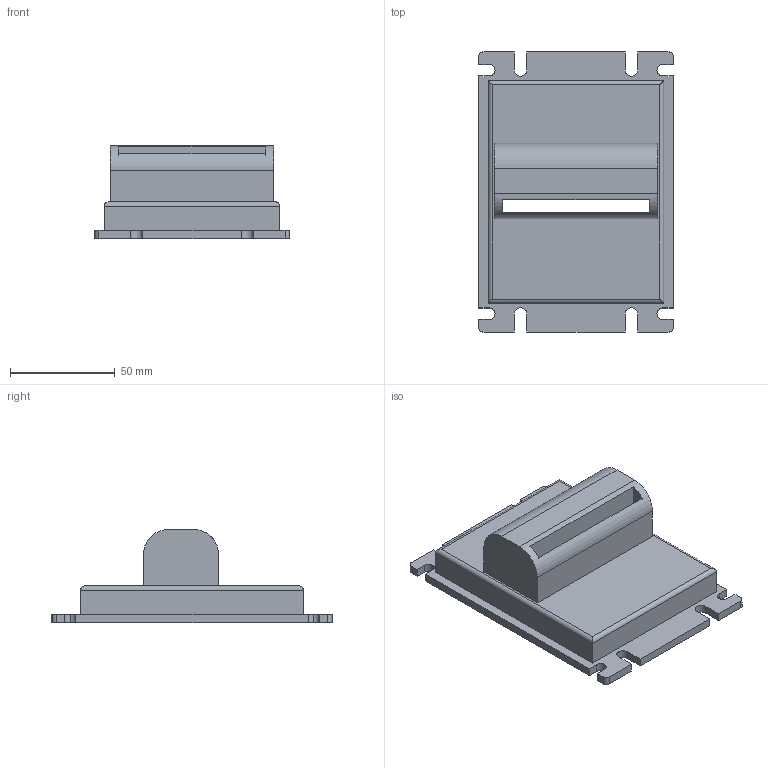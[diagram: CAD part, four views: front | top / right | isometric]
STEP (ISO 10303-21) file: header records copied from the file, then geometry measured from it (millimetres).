
FILE_DESCRIPTION (( 'STEP AP214' ), '1' );
FILE_NAME ('Cash Acceptor.STEP', '2024-08-01T01:50:56', ( '' ), ( '' ), 'SwSTEP 2.0', 'SolidWorks 2022', '' );
FILE_SCHEMA (( 'AUTOMOTIVE_DESIGN' ));
Length unit declared in the file: millimetre
Products named in the file (1): Cash Acceptor
Bounding box: 93 x 134 x 44.5 mm (x, y, z)
Volume: 221663.6 mm3; surface area: 41972.9 mm2
Topology: 1 solids, 1 shells, 64 faces, 176 edges, 116 vertices
Faces by surface type: plane 44, cylinder 20
Entity records: 2060 total; most frequent: CARTESIAN_POINT 369, ORIENTED_EDGE 352, DIRECTION 336, EDGE_CURVE 176, VECTOR 138, LINE 138, VERTEX_POINT 116, AXIS2_PLACEMENT_3D 99
